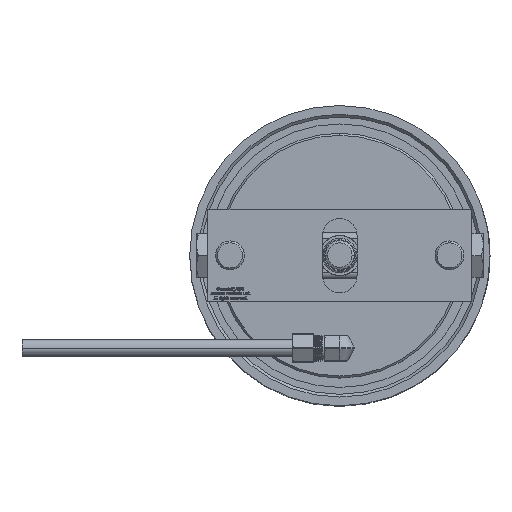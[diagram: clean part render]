
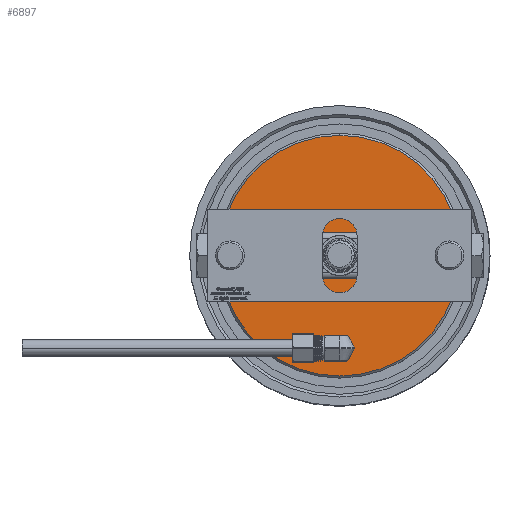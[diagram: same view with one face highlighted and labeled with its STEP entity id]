
A CAD part, top view. The second image highlights one B-rep face of the part: STEP entity #6897.
In plain terms, the highlighted planar face has unit normal (0, 0, 1).
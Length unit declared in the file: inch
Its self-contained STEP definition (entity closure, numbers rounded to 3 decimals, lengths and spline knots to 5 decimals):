
#2289 = ORIENTED_EDGE ( 'NONE', *, *, #45651, .T. ) ;
#3784 = VECTOR ( 'NONE', #12379, 39.37008 ) ;
#3995 = DIRECTION ( 'NONE',  ( 0., 0., 1. ) ) ;
#6897 = ADVANCED_FACE ( 'NONE', ( #106237, #62463, #45757 ), #32495, .T. ) ;
#7582 = CIRCLE ( 'NONE', #38908, 0.27001 ) ;
#9751 = DIRECTION ( 'NONE',  ( 1., 0., 0. ) ) ;
#12379 = DIRECTION ( 'NONE',  ( 0., -1., 0. ) ) ;
#13018 = DIRECTION ( 'NONE',  ( 1., 0., 0. ) ) ;
#13301 = CARTESIAN_POINT ( 'NONE',  ( -2.235, 0.5, -1.84 ) ) ;
#15732 = CARTESIAN_POINT ( 'NONE',  ( 0.0025, 0., -1.84 ) ) ;
#15802 = DIRECTION ( 'NONE',  ( 0., 1., 0. ) ) ;
#19087 = ORIENTED_EDGE ( 'NONE', *, *, #66829, .T. ) ;
#19300 = CIRCLE ( 'NONE', #86168, 2.605 ) ;
#19592 = AXIS2_PLACEMENT_3D ( 'NONE', #104994, #56453, #88780 ) ;
#20213 = ORIENTED_EDGE ( 'NONE', *, *, #79388, .F. ) ;
#21124 = EDGE_LOOP ( 'NONE', ( #66438, #90915, #75227, #19087 ) ) ;
#21734 = EDGE_LOOP ( 'NONE', ( #56520, #20213 ) ) ;
#22210 = VERTEX_POINT ( 'NONE', #60916 ) ;
#25214 = VERTEX_POINT ( 'NONE', #94139 ) ;
#25724 = LINE ( 'NONE', #94480, #3784 ) ;
#28545 = EDGE_CURVE ( 'NONE', #56681, #53106, #60855, .T. ) ;
#29040 = LINE ( 'NONE', #80259, #89572 ) ;
#29139 = CARTESIAN_POINT ( 'NONE',  ( 0.0025, 2.605, -1.84 ) ) ;
#29975 = CARTESIAN_POINT ( 'NONE',  ( 0.27251, -2., -1.84 ) ) ;
#31701 = VERTEX_POINT ( 'NONE', #65462 ) ;
#32495 = PLANE ( 'NONE',  #73379 ) ;
#36424 = VERTEX_POINT ( 'NONE', #29139 ) ;
#36944 = CARTESIAN_POINT ( 'NONE',  ( -0.26751, -2., -1.84 ) ) ;
#38908 = AXIS2_PLACEMENT_3D ( 'NONE', #86471, #103021, #13018 ) ;
#40339 = DIRECTION ( 'NONE',  ( -1., 0., 0. ) ) ;
#42283 = CIRCLE ( 'NONE', #102179, 2.605 ) ;
#42407 = LINE ( 'NONE', #74937, #88746 ) ;
#45180 = EDGE_CURVE ( 'NONE', #25214, #46403, #96714, .T. ) ;
#45651 = EDGE_CURVE ( 'NONE', #101425, #36424, #19300, .T. ) ;
#45757 = FACE_OUTER_BOUND ( 'NONE', #94396, .T. ) ;
#46190 = EDGE_CURVE ( 'NONE', #46403, #22210, #42407, .T. ) ;
#46403 = VERTEX_POINT ( 'NONE', #13301 ) ;
#51153 = DIRECTION ( 'NONE',  ( 0., 1., 0. ) ) ;
#53106 = VERTEX_POINT ( 'NONE', #36944 ) ;
#56265 = CARTESIAN_POINT ( 'NONE',  ( 2.63876, -2.63626, -1.84 ) ) ;
#56453 = DIRECTION ( 'NONE',  ( 0., 0., 1. ) ) ;
#56520 = ORIENTED_EDGE ( 'NONE', *, *, #28545, .F. ) ;
#56681 = VERTEX_POINT ( 'NONE', #29975 ) ;
#59395 = ORIENTED_EDGE ( 'NONE', *, *, #99110, .T. ) ;
#60855 = CIRCLE ( 'NONE', #19592, 0.27001 ) ;
#60916 = CARTESIAN_POINT ( 'NONE',  ( 2.2425, 0.5, -1.84 ) ) ;
#62463 = FACE_BOUND ( 'NONE', #21124, .T. ) ;
#65462 = CARTESIAN_POINT ( 'NONE',  ( 2.2425, -0.5, -1.84 ) ) ;
#66275 = DIRECTION ( 'NONE',  ( 0., 0., 1. ) ) ;
#66438 = ORIENTED_EDGE ( 'NONE', *, *, #45180, .T. ) ;
#66829 = EDGE_CURVE ( 'NONE', #31701, #25214, #29040, .T. ) ;
#73379 = AXIS2_PLACEMENT_3D ( 'NONE', #56265, #66275, #51153 ) ;
#73994 = DIRECTION ( 'NONE',  ( 0., 0., 1. ) ) ;
#74937 = CARTESIAN_POINT ( 'NONE',  ( 0.0025, 0.5, -1.84 ) ) ;
#75227 = ORIENTED_EDGE ( 'NONE', *, *, #96317, .T. ) ;
#77793 = DIRECTION ( 'NONE',  ( 0., 1., 0. ) ) ;
#79388 = EDGE_CURVE ( 'NONE', #53106, #56681, #7582, .T. ) ;
#80259 = CARTESIAN_POINT ( 'NONE',  ( 0.0025, -0.5, -1.84 ) ) ;
#80518 = CARTESIAN_POINT ( 'NONE',  ( 0.0025, -2.605, -1.84 ) ) ;
#84636 = CARTESIAN_POINT ( 'NONE',  ( 0.0025, 0., -1.84 ) ) ;
#86168 = AXIS2_PLACEMENT_3D ( 'NONE', #15732, #73994, #90202 ) ;
#86471 = CARTESIAN_POINT ( 'NONE',  ( 0.0025, -2., -1.84 ) ) ;
#88746 = VECTOR ( 'NONE', #9751, 39.37008 ) ;
#88780 = DIRECTION ( 'NONE',  ( 1., 0., 0. ) ) ;
#89572 = VECTOR ( 'NONE', #40339, 39.37008 ) ;
#90202 = DIRECTION ( 'NONE',  ( 0., 1., 0. ) ) ;
#90628 = CARTESIAN_POINT ( 'NONE',  ( -2.235, 0., -1.84 ) ) ;
#90915 = ORIENTED_EDGE ( 'NONE', *, *, #46190, .T. ) ;
#94139 = CARTESIAN_POINT ( 'NONE',  ( -2.235, -0.5, -1.84 ) ) ;
#94396 = EDGE_LOOP ( 'NONE', ( #59395, #2289 ) ) ;
#94480 = CARTESIAN_POINT ( 'NONE',  ( 2.2425, 0., -1.84 ) ) ;
#95430 = VECTOR ( 'NONE', #15802, 39.37008 ) ;
#96317 = EDGE_CURVE ( 'NONE', #22210, #31701, #25724, .T. ) ;
#96714 = LINE ( 'NONE', #90628, #95430 ) ;
#99110 = EDGE_CURVE ( 'NONE', #36424, #101425, #42283, .T. ) ;
#101425 = VERTEX_POINT ( 'NONE', #80518 ) ;
#102179 = AXIS2_PLACEMENT_3D ( 'NONE', #84636, #3995, #77793 ) ;
#103021 = DIRECTION ( 'NONE',  ( 0., 0., 1. ) ) ;
#104994 = CARTESIAN_POINT ( 'NONE',  ( 0.0025, -2., -1.84 ) ) ;
#106237 = FACE_BOUND ( 'NONE', #21734, .T. ) ;
